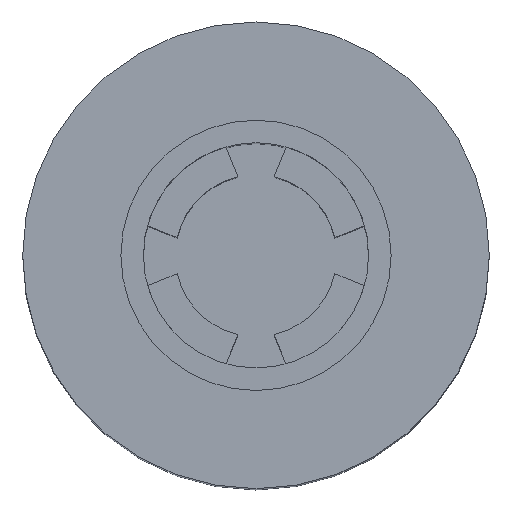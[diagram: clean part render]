
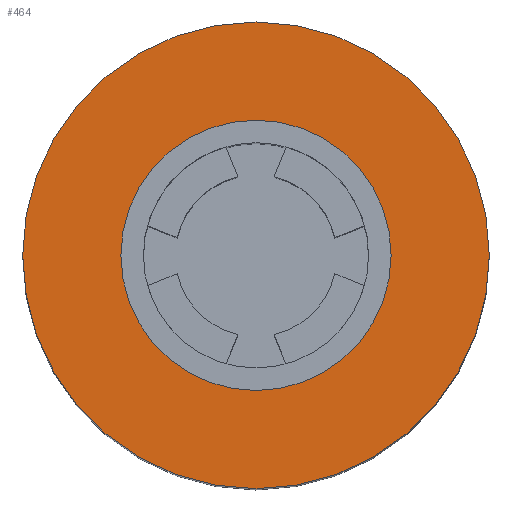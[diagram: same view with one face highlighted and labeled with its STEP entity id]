
A CAD part, top view. The second image highlights one B-rep face of the part: STEP entity #464.
In plain terms, the highlighted planar face has unit normal (0, 0, 1).
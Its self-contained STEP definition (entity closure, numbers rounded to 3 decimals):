
#93=PLANE($,#525);
#117=FACE_BOUND($,#172,.T.);
#129=FACE_OUTER_BOUND($,#171,.T.);
#171=EDGE_LOOP($,(#341));
#172=EDGE_LOOP($,(#342));
#206=CIRCLE($,#521,1.5);
#207=CIRCLE($,#523,2.59);
#232=VERTEX_POINT($,#749);
#233=VERTEX_POINT($,#752);
#274=EDGE_CURVE($,#232,#232,#206,.T.);
#275=EDGE_CURVE($,#233,#233,#207,.T.);
#341=ORIENTED_EDGE($,*,*,#275,.T.);
#342=ORIENTED_EDGE($,*,*,#274,.T.);
#464=ADVANCED_FACE($,(#129,#117),#93,.T.);
#521=AXIS2_PLACEMENT_3D($,#750,#601,#602);
#523=AXIS2_PLACEMENT_3D($,#753,#605,#606);
#525=AXIS2_PLACEMENT_3D($,#756,#609,#610);
#601=DIRECTION('center_axis',(0.,0.,-1.));
#602=DIRECTION('ref_axis',(-1.,0.,0.));
#605=DIRECTION('center_axis',(0.,0.,1.));
#606=DIRECTION('ref_axis',(-1.,0.,0.));
#609=DIRECTION('center_axis',(0.,0.,1.));
#610=DIRECTION('ref_axis',(1.,0.,0.));
#749=CARTESIAN_POINT('',(1.5,0.,8.26));
#750=CARTESIAN_POINT('Origin',(0.,0.,8.26));
#752=CARTESIAN_POINT('',(2.59,0.,8.26));
#753=CARTESIAN_POINT('Origin',(0.,0.,8.26));
#756=CARTESIAN_POINT('Origin',(0.,0.,
8.26));
